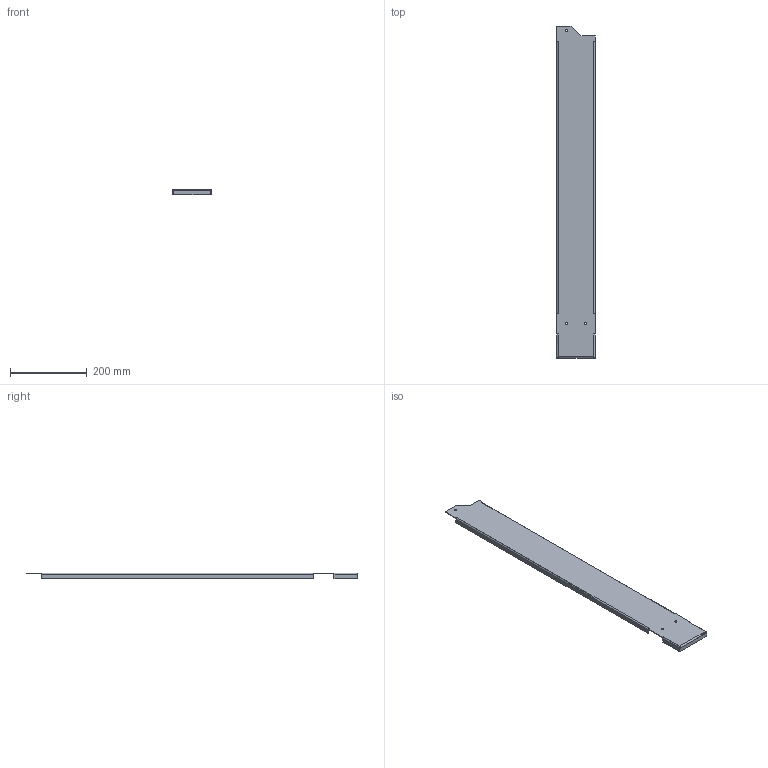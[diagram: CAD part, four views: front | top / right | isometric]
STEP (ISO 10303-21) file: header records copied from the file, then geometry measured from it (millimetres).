
FILE_DESCRIPTION(/* description */ (''),/* implementation_level */ '2;1');
FILE_NAME(/* name */ 'EBF19_39U.stp',/* time_stamp */ '2017-09-29T14:18:49+02:00',/* author */ (''),/* organization */ (''),/* preprocessor_version */ 'ST-DEVELOPER v15',/* originating_system */ 'SIEMENS PLM Software NX 9.0',/* authorisation */ '');
FILE_SCHEMA (('CONFIG_CONTROL_DESIGN'));
Length unit declared in the file: millimetre
Products named in the file (1): EBF19_43U_stp
Bounding box: 100 x 864.5 x 15 mm (x, y, z)
Volume: 157895.3 mm3; surface area: 213709.6 mm2
Topology: 1 solids, 1 shells, 67 faces, 175 edges, 110 vertices
Faces by surface type: plane 54, cylinder 13
Full cylindrical faces by diameter (mm): 5.5 x3
Entity records: 2109 total; most frequent: CARTESIAN_POINT 367, ORIENTED_EDGE 350, DIRECTION 335, EDGE_CURVE 175, LINE 123, VECTOR 123, VERTEX_POINT 110, AXIS2_PLACEMENT_3D 106
